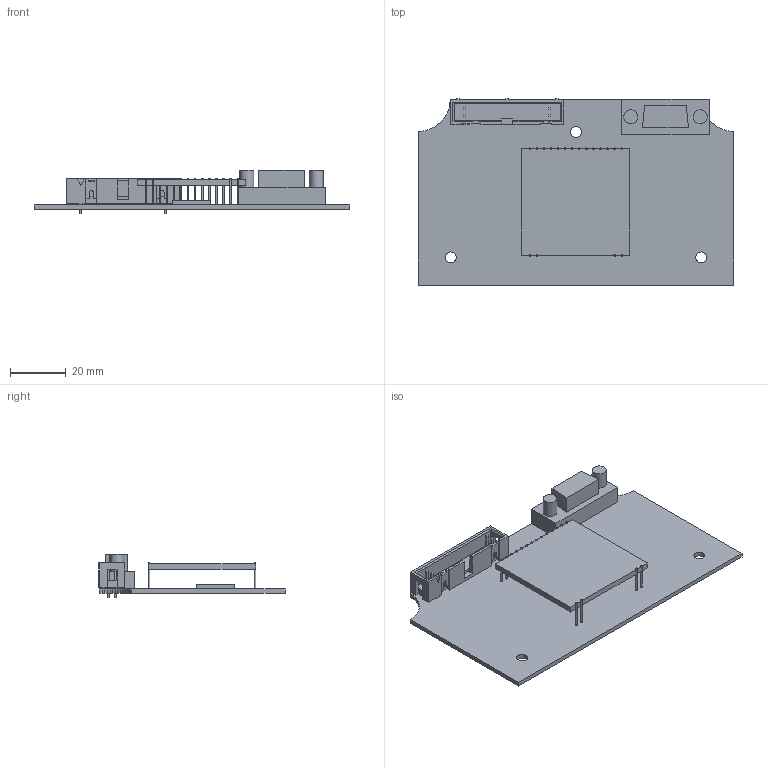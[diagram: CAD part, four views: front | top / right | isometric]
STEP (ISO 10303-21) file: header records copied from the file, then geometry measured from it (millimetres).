
FILE_DESCRIPTION(('Open CASCADE Model'),'2;1');
FILE_NAME('Open CASCADE Shape Model','2014-10-09T09:59:58',('Author'),( 'Open CASCADE'),'Open CASCADE STEP processor 6.2','Open CASCADE 6.2' ,'Unknown');
FILE_SCHEMA(('AUTOMOTIVE_DESIGN { 1 0 10303 214 1 1 1 1 }'));
Length unit declared in the file: millimetre
Products named in the file (19): PCB; Board; IC22; 543649664; Extruded; 537669648; Cylinder; ST5; 575254352; 537673008; 575257936; ST4; 0918_low_profile_male_header_straight_26_pin_2_9_PCB; IC2; 543650688
Assembly tree (36 placements, depth 4):
  PCB
    Board
    IC22
      543649664
        Extruded
      537669648  x18
        Cylinder
    ST5
      575254352
        Extruded
      537673008  x2
        Cylinder
      575257936
        Extruded
    ST4
      0918_low_profile_male_header_straight_26_pin_2_9_PCB
    IC2
      543650688
        Extruded
Bounding box: 113.5 x 66.9 x 15.8 mm (x, y, z)
Volume: 20156.7 mm3; surface area: 23882.2 mm2
Topology: 26 solids, 26 shells, 306 faces, 732 edges, 484 vertices
Faces by surface type: bspline 129, plane 108, cylinder 69
Full cylindrical faces by diameter (mm): 0.5 x18, 0.8 x18, 1 x26, 1.8 x2, 3.9 x3, 5 x2
Entity records: 21784 total; most frequent: CARTESIAN_POINT 8718, DIRECTION 1461, ORIENTED_EDGE 1356, PCURVE 1356, DEFINITIONAL_REPRESENTATION 1356, LINE 937, VECTOR 937, B_SPLINE_CURVE_WITH_KNOTS 877
